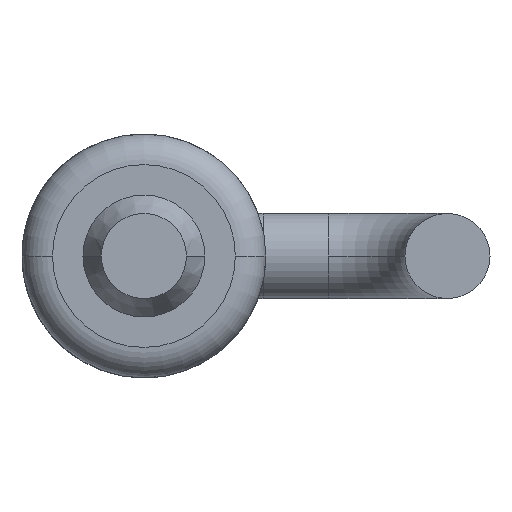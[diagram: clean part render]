
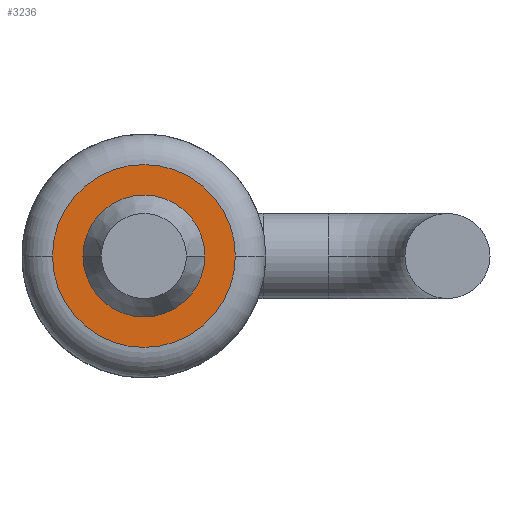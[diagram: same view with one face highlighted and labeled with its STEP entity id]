
A CAD part, front view. The second image highlights one B-rep face of the part: STEP entity #3236.
In plain terms, the highlighted planar face has unit normal (0, -1, 0).
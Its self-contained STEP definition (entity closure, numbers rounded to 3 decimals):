
#140 = VERTEX_POINT ( 'NONE', #2959 ) ;
#179 = AXIS2_PLACEMENT_3D ( 'NONE', #2229, #1443, #4371 ) ;
#310 = DIRECTION ( 'NONE',  ( 0., -1., 0. ) ) ;
#341 = ORIENTED_EDGE ( 'NONE', *, *, #3089, .T. ) ;
#372 = AXIS2_PLACEMENT_3D ( 'NONE', #1547, #1174, #4515 ) ;
#532 = CIRCLE ( 'NONE', #1686, 0.51 ) ;
#823 = FACE_BOUND ( 'NONE', #1111, .T. ) ;
#869 = CARTESIAN_POINT ( 'NONE',  ( -0.765, 1.3, 0. ) ) ;
#1043 = EDGE_LOOP ( 'NONE', ( #3110, #341 ) ) ;
#1111 = EDGE_LOOP ( 'NONE', ( #1452, #2367 ) ) ;
#1174 = DIRECTION ( 'NONE',  ( 0., 1., 0. ) ) ;
#1443 = DIRECTION ( 'NONE',  ( 0., -1., 0. ) ) ;
#1452 = ORIENTED_EDGE ( 'NONE', *, *, #3829, .F. ) ;
#1493 = CIRCLE ( 'NONE', #179, 0.765 ) ;
#1547 = CARTESIAN_POINT ( 'NONE',  ( -0.765, 1.3, 0. ) ) ;
#1664 = CIRCLE ( 'NONE', #2281, 0.765 ) ;
#1686 = AXIS2_PLACEMENT_3D ( 'NONE', #3291, #310, #4040 ) ;
#1962 = VERTEX_POINT ( 'NONE', #4071 ) ;
#2104 = DIRECTION ( 'NONE',  ( 0., -1., 0. ) ) ;
#2145 = EDGE_CURVE ( 'NONE', #140, #1962, #3221, .T. ) ;
#2204 = DIRECTION ( 'NONE',  ( 1., 0., 0. ) ) ;
#2229 = CARTESIAN_POINT ( 'NONE',  ( 0., 1.3, 0. ) ) ;
#2274 = FACE_OUTER_BOUND ( 'NONE', #1043, .T. ) ;
#2281 = AXIS2_PLACEMENT_3D ( 'NONE', #4766, #3641, #2204 ) ;
#2367 = ORIENTED_EDGE ( 'NONE', *, *, #2145, .F. ) ;
#2959 = CARTESIAN_POINT ( 'NONE',  ( -0.51, 1.3, 0. ) ) ;
#3089 = EDGE_CURVE ( 'NONE', #4525, #3680, #1664, .T. ) ;
#3090 = EDGE_CURVE ( 'NONE', #3680, #4525, #1493, .T. ) ;
#3110 = ORIENTED_EDGE ( 'NONE', *, *, #3090, .T. ) ;
#3221 = CIRCLE ( 'NONE', #3697, 0.51 ) ;
#3236 = ADVANCED_FACE ( 'NONE', ( #823, #2274 ), #3770, .F. ) ;
#3291 = CARTESIAN_POINT ( 'NONE',  ( 0., 1.3, 0. ) ) ;
#3545 = DIRECTION ( 'NONE',  ( 1., 0., 0. ) ) ;
#3641 = DIRECTION ( 'NONE',  ( 0., -1., 0. ) ) ;
#3680 = VERTEX_POINT ( 'NONE', #4669 ) ;
#3697 = AXIS2_PLACEMENT_3D ( 'NONE', #4284, #2104, #3545 ) ;
#3770 = PLANE ( 'NONE',  #372 ) ;
#3829 = EDGE_CURVE ( 'NONE', #1962, #140, #532, .T. ) ;
#4040 = DIRECTION ( 'NONE',  ( 1., 0., 0. ) ) ;
#4071 = CARTESIAN_POINT ( 'NONE',  ( 0.51, 1.3, 0. ) ) ;
#4284 = CARTESIAN_POINT ( 'NONE',  ( 0., 1.3, 0. ) ) ;
#4371 = DIRECTION ( 'NONE',  ( 1., 0., 0. ) ) ;
#4515 = DIRECTION ( 'NONE',  ( -1., 0., 0. ) ) ;
#4525 = VERTEX_POINT ( 'NONE', #869 ) ;
#4669 = CARTESIAN_POINT ( 'NONE',  ( 0.765, 1.3, 0. ) ) ;
#4766 = CARTESIAN_POINT ( 'NONE',  ( 0., 1.3, 0. ) ) ;
